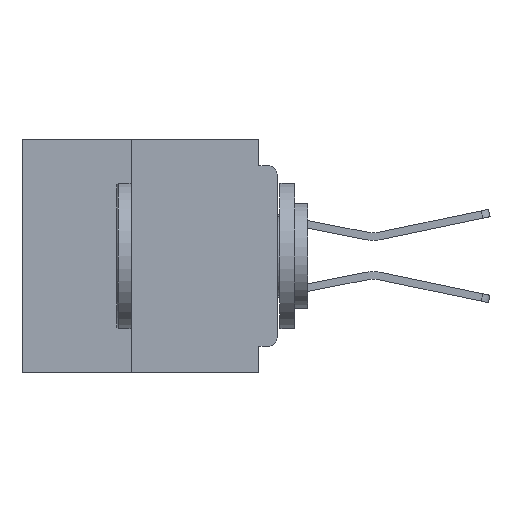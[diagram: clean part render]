
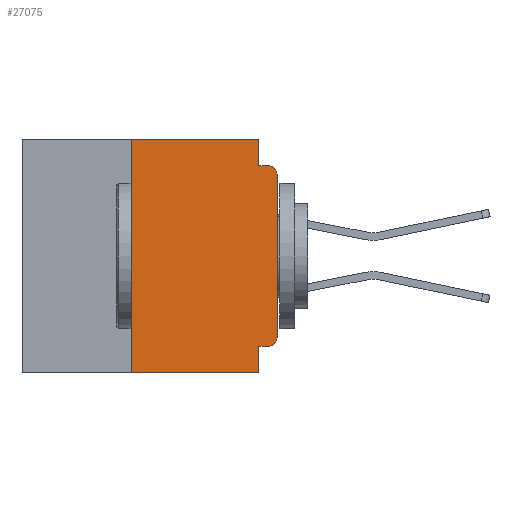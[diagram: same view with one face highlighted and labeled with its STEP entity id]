
A CAD part, left-side view. The second image highlights one B-rep face of the part: STEP entity #27075.
In plain terms, the highlighted planar face has unit normal (-1, 0, 0).
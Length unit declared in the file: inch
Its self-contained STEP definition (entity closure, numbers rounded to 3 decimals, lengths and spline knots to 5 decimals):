
#460 = CARTESIAN_POINT ( 'NONE',  ( 0., 0.015, -0.06 ) ) ;
#670 = AXIS2_PLACEMENT_3D ( 'NONE', #460, #28124, #4458 ) ;
#845 = CARTESIAN_POINT ( 'NONE',  ( 0., 0.031, 0. ) ) ;
#942 = DIRECTION ( 'NONE',  ( 0., 0., -1. ) ) ;
#2798 = CARTESIAN_POINT ( 'NONE',  ( 0., 0.031, -0.4 ) ) ;
#2962 = DIRECTION ( 'NONE',  ( 1., 0., 0. ) ) ;
#3187 = VECTOR ( 'NONE', #942, 39.37008 ) ;
#3645 = DIRECTION ( 'NONE',  ( 0., -1., 0. ) ) ;
#4458 = DIRECTION ( 'NONE',  ( 0., 0., -1. ) ) ;
#6179 = LINE ( 'NONE', #11296, #26002 ) ;
#7217 = LINE ( 'NONE', #27188, #16522 ) ;
#7443 = CIRCLE ( 'NONE', #22456, 0.015 ) ;
#8632 = EDGE_CURVE ( 'NONE', #33221, #31089, #44516, .T. ) ;
#8882 = LINE ( 'NONE', #26651, #49393 ) ;
#9125 = DIRECTION ( 'NONE',  ( 0., -1., 0. ) ) ;
#9924 = ORIENTED_EDGE ( 'NONE', *, *, #31198, .F. ) ;
#10038 = EDGE_CURVE ( 'NONE', #43492, #31975, #38912, .T. ) ;
#11296 = CARTESIAN_POINT ( 'NONE',  ( 0., 0.25, -0.4 ) ) ;
#11699 = EDGE_CURVE ( 'NONE', #29025, #20443, #7217, .T. ) ;
#11708 = DIRECTION ( 'NONE',  ( 0., 1., 0. ) ) ;
#13770 = LINE ( 'NONE', #40239, #3187 ) ;
#14012 = ORIENTED_EDGE ( 'NONE', *, *, #19667, .F. ) ;
#15138 = LINE ( 'NONE', #27429, #37261 ) ;
#15375 = ORIENTED_EDGE ( 'NONE', *, *, #8632, .T. ) ;
#15436 = DIRECTION ( 'NONE',  ( 0., 0., 1. ) ) ;
#15439 = VECTOR ( 'NONE', #3645, 39.37008 ) ;
#16121 = EDGE_CURVE ( 'NONE', #37070, #29025, #7443, .T. ) ;
#16522 = VECTOR ( 'NONE', #15436, 39.37008 ) ;
#17383 = ORIENTED_EDGE ( 'NONE', *, *, #11699, .T. ) ;
#19053 = CARTESIAN_POINT ( 'NONE',  ( 0., 0.015, -0.355 ) ) ;
#19518 = ORIENTED_EDGE ( 'NONE', *, *, #40907, .F. ) ;
#19667 = EDGE_CURVE ( 'NONE', #20120, #31089, #13770, .T. ) ;
#20120 = VERTEX_POINT ( 'NONE', #28584 ) ;
#20202 = VERTEX_POINT ( 'NONE', #25160 ) ;
#20443 = VERTEX_POINT ( 'NONE', #34327 ) ;
#22456 = AXIS2_PLACEMENT_3D ( 'NONE', #46228, #22821, #50126 ) ;
#22679 = PLANE ( 'NONE',  #33074 ) ;
#22821 = DIRECTION ( 'NONE',  ( -1., 0., 0. ) ) ;
#25160 = CARTESIAN_POINT ( 'NONE',  ( 0., 0.25, 0. ) ) ;
#26002 = VECTOR ( 'NONE', #38796, 39.37008 ) ;
#26651 = CARTESIAN_POINT ( 'NONE',  ( 0., 0.031, 0. ) ) ;
#26662 = CARTESIAN_POINT ( 'NONE',  ( 0., 0.437, 0. ) ) ;
#27075 = ADVANCED_FACE ( 'NONE', ( #34648 ), #22679, .F. ) ;
#27188 = CARTESIAN_POINT ( 'NONE',  ( 0., 0., 0. ) ) ;
#27191 = LINE ( 'NONE', #50706, #15439 ) ;
#27241 = DIRECTION ( 'NONE',  ( 0., -1., 0. ) ) ;
#27320 = VECTOR ( 'NONE', #9125, 39.37008 ) ;
#27429 = CARTESIAN_POINT ( 'NONE',  ( 0., 0., -0.355 ) ) ;
#28124 = DIRECTION ( 'NONE',  ( -1., 0., 0. ) ) ;
#28220 = ORIENTED_EDGE ( 'NONE', *, *, #16121, .T. ) ;
#28584 = CARTESIAN_POINT ( 'NONE',  ( 0., 0.031, -0.355 ) ) ;
#28812 = CARTESIAN_POINT ( 'NONE',  ( 0., 0., -0.045 ) ) ;
#29025 = VERTEX_POINT ( 'NONE', #44462 ) ;
#30576 = DIRECTION ( 'NONE',  ( 0., 0., -1. ) ) ;
#31089 = VERTEX_POINT ( 'NONE', #2798 ) ;
#31198 = EDGE_CURVE ( 'NONE', #20202, #35526, #27191, .T. ) ;
#31532 = ORIENTED_EDGE ( 'NONE', *, *, #47582, .F. ) ;
#31613 = CIRCLE ( 'NONE', #670, 0.015 ) ;
#31975 = VERTEX_POINT ( 'NONE', #45908 ) ;
#33074 = AXIS2_PLACEMENT_3D ( 'NONE', #26662, #2962, #30576 ) ;
#33221 = VERTEX_POINT ( 'NONE', #43541 ) ;
#34086 = VECTOR ( 'NONE', #27241, 39.37008 ) ;
#34327 = CARTESIAN_POINT ( 'NONE',  ( 0., 0., -0.06 ) ) ;
#34648 = FACE_OUTER_BOUND ( 'NONE', #39394, .T. ) ;
#34897 = CARTESIAN_POINT ( 'NONE',  ( 0., 0.437, -0.4 ) ) ;
#35119 = CARTESIAN_POINT ( 'NONE',  ( 0., 0.031, -0.045 ) ) ;
#35526 = VERTEX_POINT ( 'NONE', #845 ) ;
#35759 = ORIENTED_EDGE ( 'NONE', *, *, #35982, .T. ) ;
#35982 = EDGE_CURVE ( 'NONE', #20443, #31975, #31613, .T. ) ;
#37070 = VERTEX_POINT ( 'NONE', #19053 ) ;
#37261 = VECTOR ( 'NONE', #11708, 39.37008 ) ;
#37867 = EDGE_CURVE ( 'NONE', #33221, #20202, #6179, .T. ) ;
#38796 = DIRECTION ( 'NONE',  ( 0., 0., 1. ) ) ;
#38912 = LINE ( 'NONE', #28812, #27320 ) ;
#39394 = EDGE_LOOP ( 'NONE', ( #17383, #35759, #45536, #31532, #9924, #42035, #15375, #14012, #19518, #28220 ) ) ;
#40239 = CARTESIAN_POINT ( 'NONE',  ( 0., 0.031, -0.4 ) ) ;
#40907 = EDGE_CURVE ( 'NONE', #37070, #20120, #15138, .T. ) ;
#42035 = ORIENTED_EDGE ( 'NONE', *, *, #37867, .F. ) ;
#43492 = VERTEX_POINT ( 'NONE', #35119 ) ;
#43541 = CARTESIAN_POINT ( 'NONE',  ( 0., 0.25, -0.4 ) ) ;
#44462 = CARTESIAN_POINT ( 'NONE',  ( 0., 0., -0.34 ) ) ;
#44516 = LINE ( 'NONE', #34897, #34086 ) ;
#45536 = ORIENTED_EDGE ( 'NONE', *, *, #10038, .F. ) ;
#45908 = CARTESIAN_POINT ( 'NONE',  ( 0., 0.015, -0.045 ) ) ;
#46085 = DIRECTION ( 'NONE',  ( 0., 0., -1. ) ) ;
#46228 = CARTESIAN_POINT ( 'NONE',  ( 0., 0.015, -0.34 ) ) ;
#47582 = EDGE_CURVE ( 'NONE', #35526, #43492, #8882, .T. ) ;
#49393 = VECTOR ( 'NONE', #46085, 39.37008 ) ;
#50126 = DIRECTION ( 'NONE',  ( 0., 0., -1. ) ) ;
#50706 = CARTESIAN_POINT ( 'NONE',  ( 0., 0.437, 0. ) ) ;
